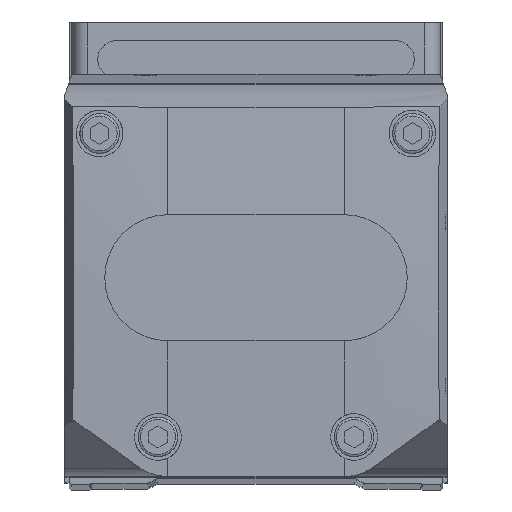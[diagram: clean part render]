
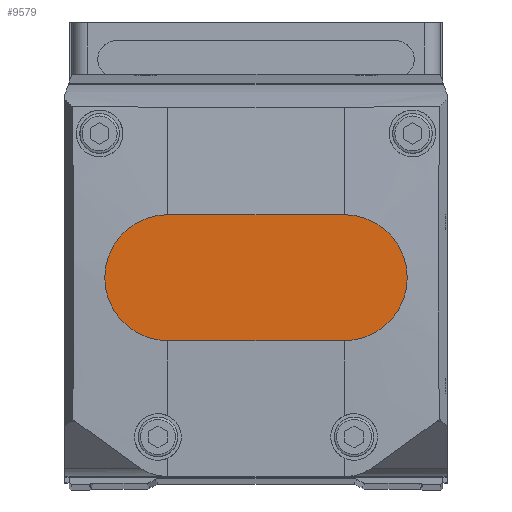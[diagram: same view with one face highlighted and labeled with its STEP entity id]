
A CAD part, top view. The second image highlights one B-rep face of the part: STEP entity #9579.
In plain terms, the highlighted planar face has unit normal (0, 0, 1).
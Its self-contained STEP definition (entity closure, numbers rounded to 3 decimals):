
#555=CIRCLE('',#11215,13.5);
#556=CIRCLE('',#11217,13.5);
#1379=ORIENTED_EDGE('',*,*,#3766,.F.);
#1380=ORIENTED_EDGE('',*,*,#3938,.F.);
#1381=ORIENTED_EDGE('',*,*,#3787,.F.);
#1382=ORIENTED_EDGE('',*,*,#3935,.T.);
#3766=EDGE_CURVE('',#5080,#5081,#555,.T.);
#3787=EDGE_CURVE('',#5101,#5091,#556,.T.);
#3935=EDGE_CURVE('',#5101,#5081,#6008,.T.);
#3938=EDGE_CURVE('',#5091,#5080,#6009,.T.);
#5080=VERTEX_POINT('',#15746);
#5081=VERTEX_POINT('',#15748);
#5091=VERTEX_POINT('',#15804);
#5101=VERTEX_POINT('',#15859);
#6008=LINE('',#16151,#6866);
#6009=LINE('',#16155,#6867);
#6866=VECTOR('',#12802,1000.);
#6867=VECTOR('',#12809,1000.);
#7563=EDGE_LOOP('',(#1379,#1380,#1381,#1382));
#8405=FACE_BOUND('',#7563,.T.);
#9226=PLANE('',#11311);
#9579=ADVANCED_FACE('',(#8405),#9226,.F.);
#11215=AXIS2_PLACEMENT_3D('',#15747,#12530,#12531);
#11217=AXIS2_PLACEMENT_3D('',#15860,#12538,#12539);
#11311=AXIS2_PLACEMENT_3D('',#16156,#12810,#12811);
#12530=DIRECTION('',(0.,0.,-1.));
#12531=DIRECTION('',(-1.,0.,0.));
#12538=DIRECTION('',(0.,0.,-1.));
#12539=DIRECTION('',(-1.,0.,0.));
#12802=DIRECTION('',(-1.,0.,0.));
#12809=DIRECTION('',(-1.,0.,0.));
#12810=DIRECTION('',(0.,0.,-1.));
#12811=DIRECTION('',(-1.,0.,0.));
#15746=CARTESIAN_POINT('',(-18.9,30.6,67.5));
#15747=CARTESIAN_POINT('',(-18.9,44.1,67.5));
#15748=CARTESIAN_POINT('',(-18.9,57.6,67.5));
#15804=CARTESIAN_POINT('',(18.9,30.6,67.5));
#15859=CARTESIAN_POINT('',(18.9,57.6,67.5));
#15860=CARTESIAN_POINT('',(18.9,44.1,67.5));
#16151=CARTESIAN_POINT('',(41.,57.6,67.5));
#16155=CARTESIAN_POINT('',(41.,30.6,67.5));
#16156=CARTESIAN_POINT('',(41.,80.275,67.5));
